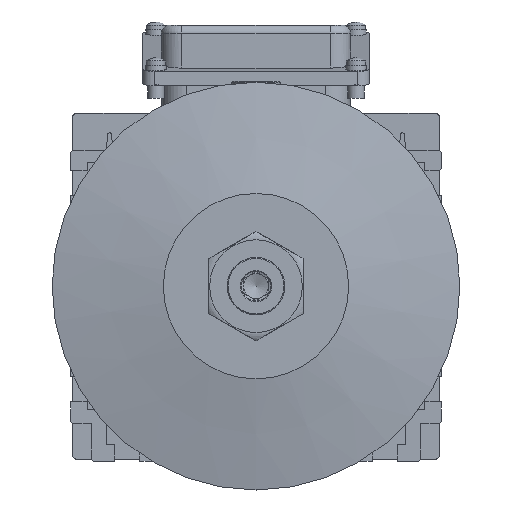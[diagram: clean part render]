
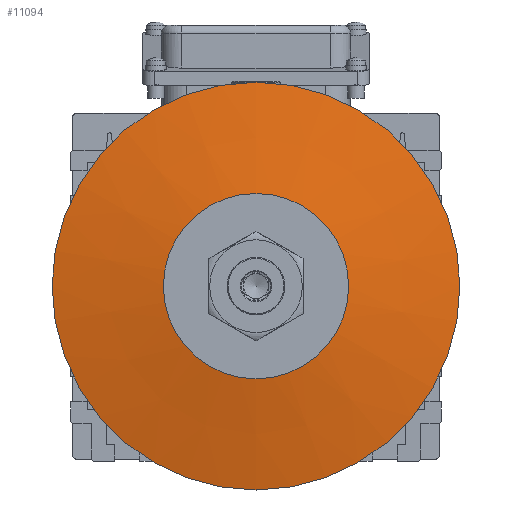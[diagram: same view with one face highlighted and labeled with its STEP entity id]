
A CAD part, front view. The second image highlights one B-rep face of the part: STEP entity #11094.
In plain terms, the highlighted conical face has half-angle 79.509 degrees and reference radius 45 mm.
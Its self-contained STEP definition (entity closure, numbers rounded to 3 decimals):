
#1398=CIRCLE('',#11745,99.);
#1399=CIRCLE('',#11747,45.);
#1821=VERTEX_POINT('',#12977);
#1824=VERTEX_POINT('',#12983);
#1825=VERTEX_POINT('',#12986);
#1826=VERTEX_POINT('',#12987);
#2811=VECTOR('',#16211,1.);
#3877=LINE('',#13001,#2811);
#4966=EDGE_CURVE('',#1824,#1821,#1398,.T.);
#4967=EDGE_CURVE('',#1821,#1824,#1398,.T.);
#4968=EDGE_CURVE('',#1825,#1826,#1399,.T.);
#4969=EDGE_CURVE('',#1826,#1825,#1399,.T.);
#4976=EDGE_CURVE('',#1824,#1826,#3877,.T.);
#6595=ORIENTED_EDGE('',*,*,#4976,.T.);
#6596=ORIENTED_EDGE('',*,*,#4968,.F.);
#6597=ORIENTED_EDGE('',*,*,#4969,.F.);
#6598=ORIENTED_EDGE('',*,*,#4976,.F.);
#6599=ORIENTED_EDGE('',*,*,#4966,.T.);
#6600=ORIENTED_EDGE('',*,*,#4967,.T.);
#9714=EDGE_LOOP('',(#6595,#6596,#6597,#6598,#6599,#6600));
#10406=FACE_BOUND('',#9714,.T.);
#11094=ADVANCED_FACE('',(#10406),#19000,.T.);
#11745=AXIS2_PLACEMENT_3D('',#12982,#16193,#16194);
#11747=AXIS2_PLACEMENT_3D('',#12985,#16196,#16197);
#11754=AXIS2_PLACEMENT_3D('',#13000,#16209,#16210);
#12977=CARTESIAN_POINT('',(0.,-116.5,-99.));
#12982=CARTESIAN_POINT('',(0.,-116.5,0.));
#12983=CARTESIAN_POINT('',(0.,-116.5,99.));
#12985=CARTESIAN_POINT('',(0.,-126.5,0.));
#12986=CARTESIAN_POINT('',(0.,-126.5,-45.));
#12987=CARTESIAN_POINT('',(0.,-126.5,45.));
#13000=CARTESIAN_POINT('',(0.,-126.5,0.));
#13001=CARTESIAN_POINT('',(0.,-117.5,93.6));
#16193=DIRECTION('',(0.,-1.,0.));
#16194=DIRECTION('',(0.,0.,-99.));
#16196=DIRECTION('',(0.,-1.,0.));
#16197=DIRECTION('',(0.,0.,-45.));
#16209=DIRECTION('',(0.,1.,0.));
#16210=DIRECTION('',(0.,0.,45.));
#16211=DIRECTION('',(0.,-0.182,-0.983));
#19000=CONICAL_SURFACE('',#11754,45.,1.388);
